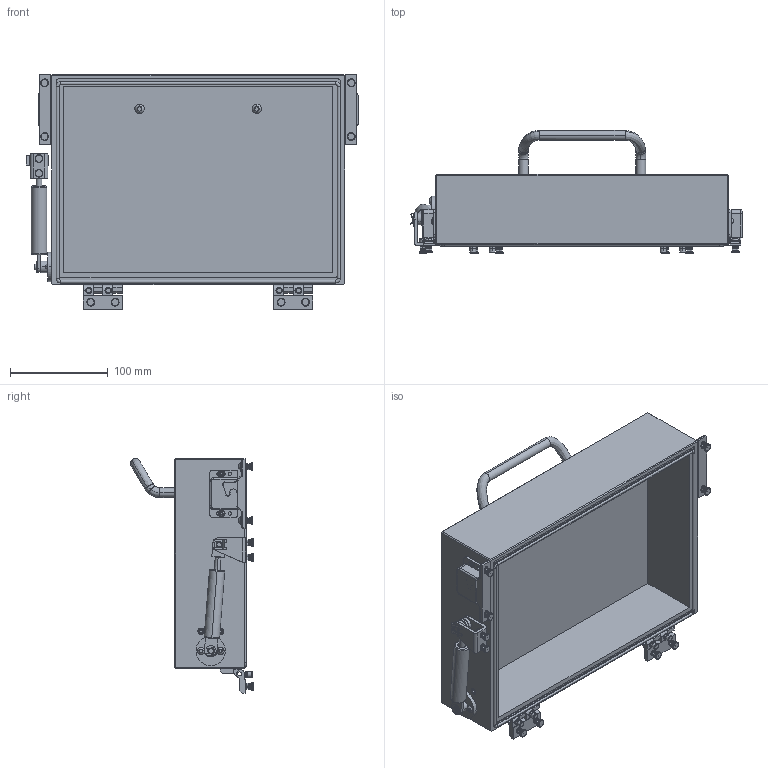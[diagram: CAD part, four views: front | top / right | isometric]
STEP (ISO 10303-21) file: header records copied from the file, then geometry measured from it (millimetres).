
FILE_DESCRIPTION (( 'STEP AP203' ), '1' );
FILE_NAME ('INGUN_15533.STEP', '2023-07-19T12:41:05', ( '' ), ( '' ), 'SwSTEP 2.0', 'SolidWorks 2021', '' );
FILE_SCHEMA (( 'CONFIG_CONTROL_DESIGN' ));
Length unit declared in the file: millimetre
Products named in the file (31): 2348_2~0; 17984_1~2_bearbeitet<Standard>; 17053~3; 15536~0; 17984_1~2_ADPbefestigung<Standard>; DIN7991~n_M04,0x010; 15537-2~0; 5107~1_VKH-15533<Standard>; ISO7380~n_M03,0x010; ISO7380~n_M05,0x020; 2499_1~0; 45823_2~0; ISO7380~n_M04,0x008; Gewindebuchse~n_M04-07,5 geschlossen; 15312~10; 35805~0_S; DIN125~n_03,2 M03,0; 2499~0_flexiebel<Standard>; INGUN_15533; DIN912~n_M04,0x008; 17281~0_S; 8577~1; ASR~asr_拱06,2x04x拌12; DIN125~n_04,3 M04,0; DIN_6799_-_A2~n_d 5; ISO7380~n_M04,0x010; 15537-1~0; 17984~4_090ø<Standard>; 2348_3~0; DIN923~n_M04x04; 2348~1
Assembly tree (66 placements, depth 3):
  INGUN_15533
    15312~10
    2499~0_flexiebel<Standard>
      2499_1~0
      45823_2~0
    2348~1
      2348_3~0
      2348_2~0
    17053~3
    ASR~asr_拱06,2x04x拌12  x2
    DIN_6799_-_A2~n_d 5
    8577~1
    17984~4_090ø<Standard>  x2
      17984_1~2_ADPbefestigung<Standard>
      17984_1~2_bearbeitet<Standard>
    5107~1_VKH-15533<Standard>
    15536~0  x2
      15537-1~0
      15537-2~0
    DIN923~n_M04x04  x4
    17281~0_S  x4
    Gewindebuchse~n_M04-07,5 geschlossen  x10
    35805~0_S
    ISO7380~n_M04,0x008  x4
    DIN125~n_04,3 M04,0  x4
    ISO7380~n_M04,0x010  x2
    ISO7380~n_M05,0x020  x2
    DIN912~n_M04,0x008  x2
    ISO7380~n_M03,0x010  x4
    DIN125~n_03,2 M03,0  x4
    DIN7991~n_M04,0x010  x4
Bounding box: 340 x 125.6 x 240.5 mm (x, y, z)
Volume: 1584441.2 mm3; surface area: 336925.3 mm2
Topology: 76 solids, 76 shells, 3157 faces, 7587 edges, 4906 vertices
Faces by surface type: plane 1859, cylinder 851, cone 222, torus 126, bspline 99
Entity records: 46216 total; most frequent: CARTESIAN_POINT 11622, DIRECTION 6542, ORIENTED_EDGE 6218, EDGE_CURVE 3109, AXIS2_PLACEMENT_3D 2482, VERTEX_POINT 2008, VECTOR 1578, LINE 1578
